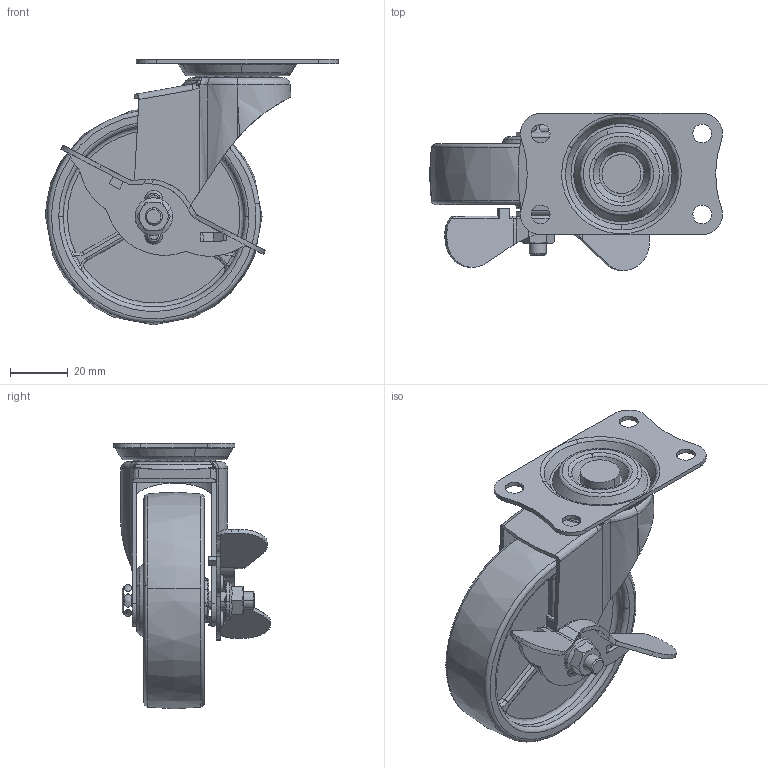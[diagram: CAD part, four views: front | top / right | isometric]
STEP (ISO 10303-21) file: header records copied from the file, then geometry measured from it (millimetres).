
FILE_DESCRIPTION((''),'2;1');
FILE_NAME('','2005-12-16T10:14:11',(''),(''),'','CADfix','');
FILE_SCHEMA(('AUTOMOTIVE_DESIGN'));
Length unit declared in the file: millimetre
Products named in the file (7): body; lever; wheel; mounting plate; main shaft; axle; 315E_N75_197_36
Assembly tree (6 placements, depth 2):
  315E_N75_197_36
    body
    lever
    wheel
    mounting plate
    main shaft
    axle
Bounding box: 101.5 x 54.36 x 92 mm (x, y, z)
Volume: 84960.1 mm3; surface area: 42372.8 mm2
Topology: 8 solids, 12 shells, 569 faces, 1624 edges, 1070 vertices
Faces by surface type: bspline 569
Entity records: 29327 total; most frequent: CARTESIAN_POINT 20552, ORIENTED_EDGE 3196, EDGE_CURVE 1598, VERTEX_POINT 1070, EDGE_LOOP 618, FACE_OUTER_BOUND 569, ADVANCED_FACE 569, QUASI_UNIFORM_CURVE 440
